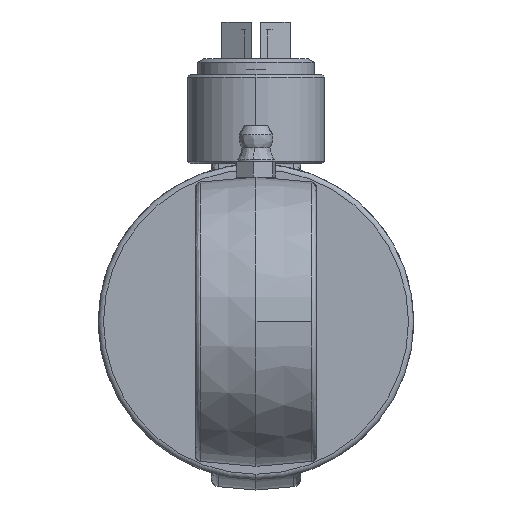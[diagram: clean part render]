
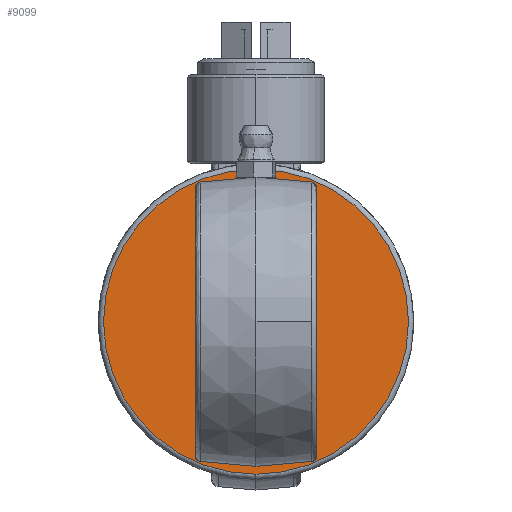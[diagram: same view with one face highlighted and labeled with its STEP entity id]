
A CAD part, left-side view. The second image highlights one B-rep face of the part: STEP entity #9099.
In plain terms, the highlighted planar face has unit normal (-1, 0, 0).
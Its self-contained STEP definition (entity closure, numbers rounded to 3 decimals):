
#3123 = CIRCLE ( 'NONE', #20175, 29. ) ;
#3410 = EDGE_LOOP ( 'NONE', ( #16681, #21889 ) ) ;
#4330 = DIRECTION ( 'NONE',  ( -1., 0., 0. ) ) ;
#5504 = VERTEX_POINT ( 'NONE', #10019 ) ;
#8519 = DIRECTION ( 'NONE',  ( 0., 0., 1. ) ) ;
#9099 = ADVANCED_FACE ( 'NONE', ( #23686 ), #28575, .T. ) ;
#9257 = CIRCLE ( 'NONE', #19518, 29. ) ;
#10019 = CARTESIAN_POINT ( 'NONE',  ( -8., 0., -29. ) ) ;
#10070 = AXIS2_PLACEMENT_3D ( 'NONE', #16960, #24146, #16810 ) ;
#10803 = CARTESIAN_POINT ( 'NONE',  ( -8., 0., 0. ) ) ;
#11448 = VERTEX_POINT ( 'NONE', #24805 ) ;
#11493 = EDGE_CURVE ( 'NONE', #11448, #5504, #9257, .T. ) ;
#16681 = ORIENTED_EDGE ( 'NONE', *, *, #11493, .T. ) ;
#16810 = DIRECTION ( 'NONE',  ( 0., 0., 1. ) ) ;
#16960 = CARTESIAN_POINT ( 'NONE',  ( -8., 0., 29. ) ) ;
#19518 = AXIS2_PLACEMENT_3D ( 'NONE', #25244, #4330, #22948 ) ;
#20134 = DIRECTION ( 'NONE',  ( -1., 0., 0. ) ) ;
#20175 = AXIS2_PLACEMENT_3D ( 'NONE', #10803, #20134, #8519 ) ;
#21610 = EDGE_CURVE ( 'NONE', #5504, #11448, #3123, .T. ) ;
#21889 = ORIENTED_EDGE ( 'NONE', *, *, #21610, .T. ) ;
#22948 = DIRECTION ( 'NONE',  ( 0., 0., 1. ) ) ;
#23686 = FACE_OUTER_BOUND ( 'NONE', #3410, .T. ) ;
#24146 = DIRECTION ( 'NONE',  ( -1., 0., 0. ) ) ;
#24805 = CARTESIAN_POINT ( 'NONE',  ( -8., 0., 29. ) ) ;
#25244 = CARTESIAN_POINT ( 'NONE',  ( -8., 0., 0. ) ) ;
#28575 = PLANE ( 'NONE',  #10070 ) ;
